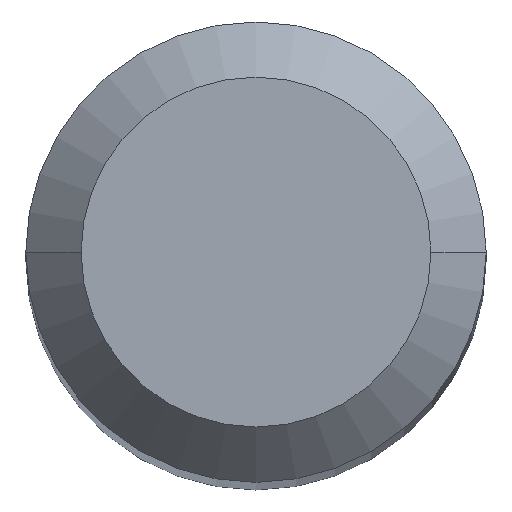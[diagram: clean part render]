
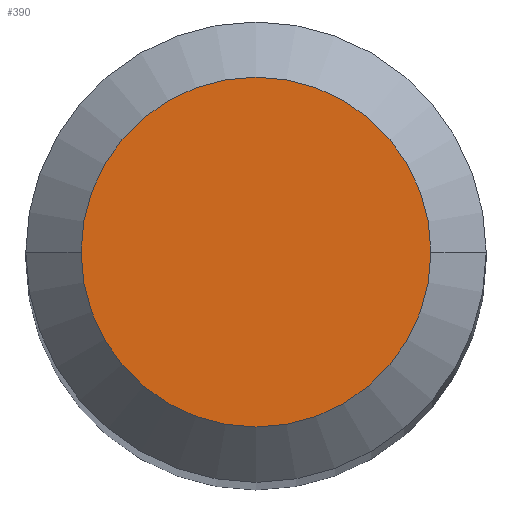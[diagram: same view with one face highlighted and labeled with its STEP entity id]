
A CAD part, top view. The second image highlights one B-rep face of the part: STEP entity #390.
In plain terms, the highlighted planar face has unit normal (0, 0, 1).
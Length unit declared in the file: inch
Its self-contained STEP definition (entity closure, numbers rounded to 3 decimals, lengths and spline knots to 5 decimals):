
#13 = EDGE_CURVE ( 'NONE', #224, #94, #275, .T. ) ;
#18 = AXIS2_PLACEMENT_3D ( 'NONE', #171, #240, #378 ) ;
#26 = CARTESIAN_POINT ( 'NONE',  ( 0., 0., 0. ) ) ;
#31 = CIRCLE ( 'NONE', #18, 0.0475 ) ;
#89 = EDGE_CURVE ( 'NONE', #94, #224, #31, .T. ) ;
#94 = VERTEX_POINT ( 'NONE', #137 ) ;
#115 = ORIENTED_EDGE ( 'NONE', *, *, #13, .T. ) ;
#136 = PLANE ( 'NONE',  #344 ) ;
#137 = CARTESIAN_POINT ( 'NONE',  ( 0.0475, 0., 0. ) ) ;
#140 = FACE_OUTER_BOUND ( 'NONE', #185, .T. ) ;
#171 = CARTESIAN_POINT ( 'NONE',  ( 0., 0., 0. ) ) ;
#185 = EDGE_LOOP ( 'NONE', ( #115, #277 ) ) ;
#219 = DIRECTION ( 'NONE',  ( 0., 0., -1. ) ) ;
#224 = VERTEX_POINT ( 'NONE', #407 ) ;
#240 = DIRECTION ( 'NONE',  ( 0., 0., 1. ) ) ;
#275 = CIRCLE ( 'NONE', #328, 0.0475 ) ;
#277 = ORIENTED_EDGE ( 'NONE', *, *, #89, .T. ) ;
#328 = AXIS2_PLACEMENT_3D ( 'NONE', #26, #340, #416 ) ;
#340 = DIRECTION ( 'NONE',  ( 0., 0., 1. ) ) ;
#344 = AXIS2_PLACEMENT_3D ( 'NONE', #361, #219, #359 ) ;
#359 = DIRECTION ( 'NONE',  ( -1., 0., 0. ) ) ;
#361 = CARTESIAN_POINT ( 'NONE',  ( 0., 0.0475, 0. ) ) ;
#378 = DIRECTION ( 'NONE',  ( 1., 0., 0. ) ) ;
#390 = ADVANCED_FACE ( 'NONE', ( #140 ), #136, .F. ) ;
#407 = CARTESIAN_POINT ( 'NONE',  ( -0.0475, 0., 0. ) ) ;
#416 = DIRECTION ( 'NONE',  ( 1., 0., 0. ) ) ;
